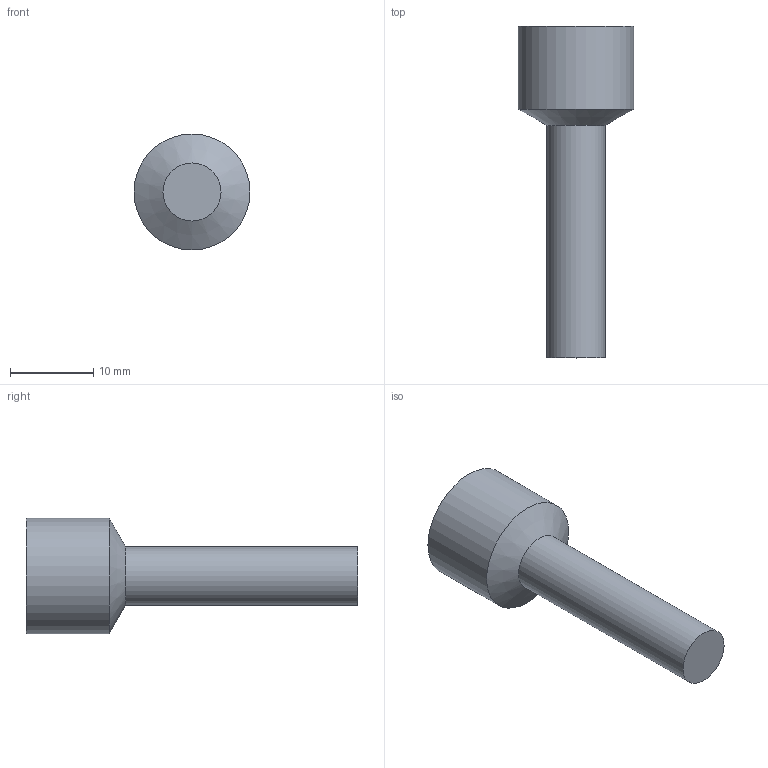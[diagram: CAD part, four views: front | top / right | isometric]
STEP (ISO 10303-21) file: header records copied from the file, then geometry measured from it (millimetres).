
FILE_DESCRIPTION(/* description */ (''),/* implementation_level */ '2;1');
FILE_NAME(/* name */ 'AkslingMedSkjot.stp',/* time_stamp */ '2015-03-07T13:18:33+01:00',/* author */ (''),/* organization */ (''),/* preprocessor_version */ 'ST-DEVELOPER v15',/* originating_system */ 'SIEMENS PLM Software NX 9.0',/* authorisation */ '');
FILE_SCHEMA (('CONFIG_CONTROL_DESIGN'));
Length unit declared in the file: millimetre
Products named in the file (1): AkslingMedSkjot
Bounding box: 13.96 x 39.98 x 13.96 mm (x, y, z)
Volume: 2374.1 mm3; surface area: 1604.2 mm2
Topology: 1 solids, 1 shells, 7 faces, 13 edges, 8 vertices
Faces by surface type: cylinder 3, plane 2, cone 2
Full cylindrical faces by diameter (mm): 7 x2, 13.963 x1
Entity records: 228 total; most frequent: DIRECTION 30, CARTESIAN_POINT 22, AXIS2_PLACEMENT_3D 15, FACE_BOUND 12, EDGE_LOOP 12, ORIENTED_EDGE 12, PERSON_AND_ORGANIZATION 7, ORGANIZATION 7
